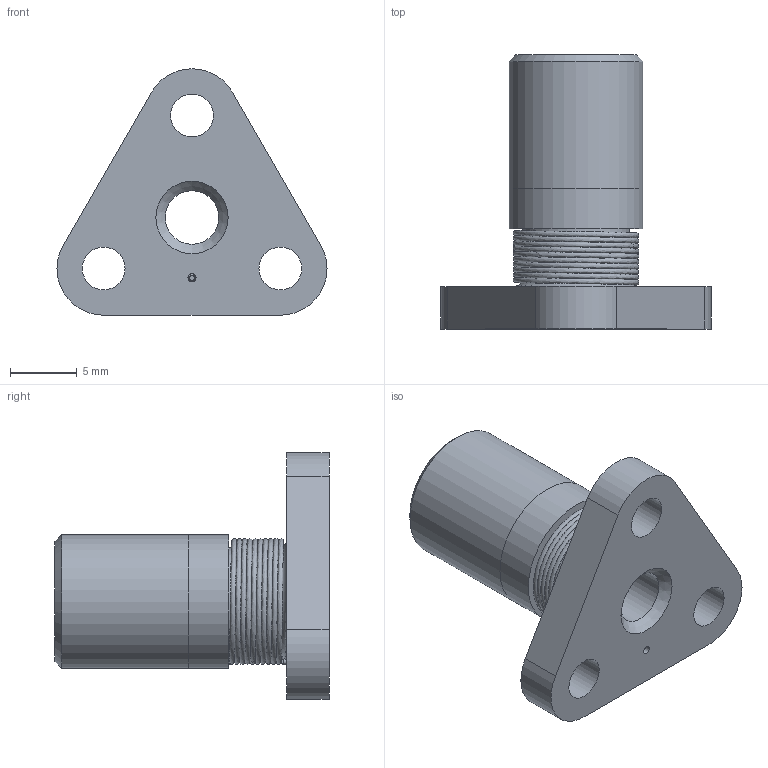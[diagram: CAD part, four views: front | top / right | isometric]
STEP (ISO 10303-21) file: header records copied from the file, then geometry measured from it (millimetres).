
FILE_DESCRIPTION(/* description */ (''),/* implementation_level */ '2;1');
FILE_NAME(/* name */ 'LSNUT-AGAC.stp',/* time_stamp */ '2020-10-06T12:16:07+02:00',/* author */ ('patrick.rehse'),/* organization */ (''),/* preprocessor_version */ 'ST-DEVELOPER v17.2',/* originating_system */ 'Autodesk Inventor 2019',/* authorisation */ '');
FILE_SCHEMA (('AUTOMOTIVE_DESIGN { 1 0 10303 214 3 1 1 }'));
Length unit declared in the file: millimetre
Products named in the file (1): 20000657
Bounding box: 20.18 x 20.48 x 18.41 mm (x, y, z)
Volume: 1646.7 mm3; surface area: 2296.6 mm2
Topology: 4 solids, 4 shells, 45 faces, 118 edges, 80 vertices
Faces by surface type: plane 17, cylinder 17, cone 8, torus 2, bspline 1
Full cylindrical faces by diameter (mm): 0.38 x2, 0.4 x1, 0.6 x1, 3.2 x3, 4 x2, 8 x2, 8.5 x1, 10 x2
Entity records: 3284 total; most frequent: CARTESIAN_POINT 1973, DIRECTION 276, ORIENTED_EDGE 236, AXIS2_PLACEMENT_3D 120, EDGE_CURVE 118, VERTEX_POINT 80, CIRCLE 75, EDGE_LOOP 60
